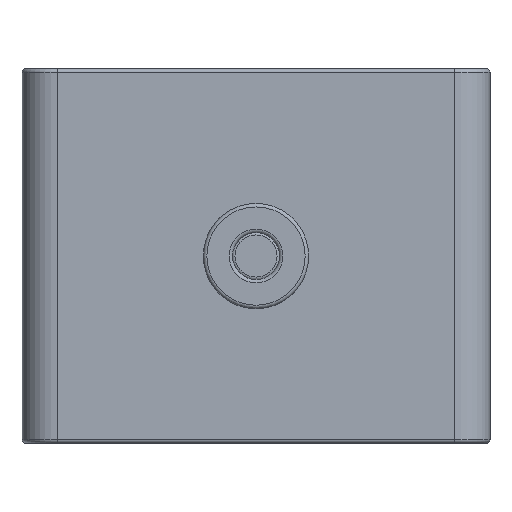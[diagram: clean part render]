
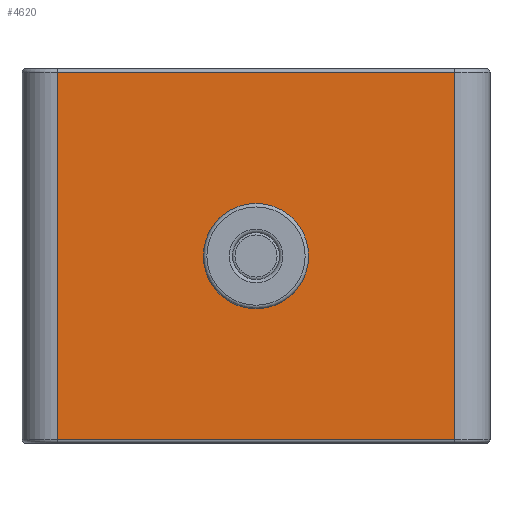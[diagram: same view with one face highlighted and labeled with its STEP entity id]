
A CAD part, left-side view. The second image highlights one B-rep face of the part: STEP entity #4620.
In plain terms, the highlighted planar face has unit normal (-1, 0, 0).
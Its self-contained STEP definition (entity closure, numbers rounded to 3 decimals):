
#402=LINE('',#7171,#622);
#403=LINE('',#7174,#623);
#404=LINE('',#7176,#624);
#405=LINE('',#7178,#625);
#622=VECTOR('',#5674,1000.);
#623=VECTOR('',#5675,1000.);
#624=VECTOR('',#5676,1000.);
#625=VECTOR('',#5677,1000.);
#859=ORIENTED_EDGE('',*,*,#1969,.T.);
#860=ORIENTED_EDGE('',*,*,#1970,.T.);
#861=ORIENTED_EDGE('',*,*,#1971,.T.);
#862=ORIENTED_EDGE('',*,*,#1972,.T.);
#863=ORIENTED_EDGE('',*,*,#1973,.T.);
#1969=EDGE_CURVE('',#2524,#2524,#2793,.F.);
#1970=EDGE_CURVE('',#2525,#2526,#402,.T.);
#1971=EDGE_CURVE('',#2526,#2527,#403,.F.);
#1972=EDGE_CURVE('',#2527,#2528,#404,.F.);
#1973=EDGE_CURVE('',#2528,#2525,#405,.T.);
#2524=VERTEX_POINT('',#7170);
#2525=VERTEX_POINT('',#7172);
#2526=VERTEX_POINT('',#7173);
#2527=VERTEX_POINT('',#7175);
#2528=VERTEX_POINT('',#7177);
#2793=CIRCLE('',#4970,1.9);
#3093=EDGE_LOOP('',(#859));
#3094=EDGE_LOOP('',(#860,#861,#862,#863));
#3469=FACE_BOUND('',#3093,.T.);
#3470=FACE_BOUND('',#3094,.T.);
#3836=PLANE('',#4969);
#4620=ADVANCED_FACE('',(#3469,#3470),#3836,.T.);
#4969=AXIS2_PLACEMENT_3D('',#7168,#5670,#5671);
#4970=AXIS2_PLACEMENT_3D('',#7169,#5672,#5673);
#5670=DIRECTION('',(-1.,0.,0.));
#5671=DIRECTION('',(0.,0.,1.));
#5672=DIRECTION('',(-1.,0.,0.));
#5673=DIRECTION('',(0.,0.,1.));
#5674=DIRECTION('',(0.,0.,-1.));
#5675=DIRECTION('',(0.,1.,0.));
#5676=DIRECTION('',(0.,0.,-1.));
#5677=DIRECTION('',(0.,1.,0.));
#7168=CARTESIAN_POINT('',(0.,-10.,8.));
#7169=CARTESIAN_POINT('',(0.,0.,0.));
#7170=CARTESIAN_POINT('',(0.,0.,1.9));
#7171=CARTESIAN_POINT('',(0.,8.5,8.));
#7172=CARTESIAN_POINT('',(0.,8.5,7.85));
#7173=CARTESIAN_POINT('',(0.,8.5,-7.85));
#7174=CARTESIAN_POINT('',(0.,-10.,-7.85));
#7175=CARTESIAN_POINT('',(0.,-8.5,-7.85));
#7176=CARTESIAN_POINT('',(0.,-8.5,8.));
#7177=CARTESIAN_POINT('',(0.,-8.5,7.85));
#7178=CARTESIAN_POINT('',(0.,8.5,7.85));
